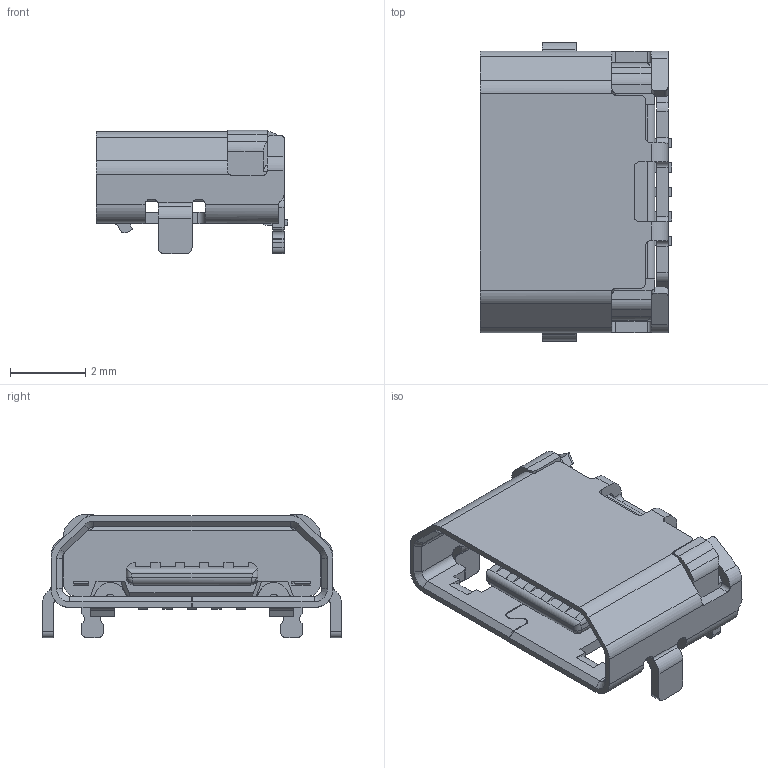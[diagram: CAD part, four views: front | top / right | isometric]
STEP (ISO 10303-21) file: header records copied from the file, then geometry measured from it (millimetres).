
FILE_DESCRIPTION(('CoCreate Modeling STEP Export'),'2;1');
FILE_NAME('010101010-274 反向全插无翻边带铁片（5.3）.pkg.stp','2016-02-19T11:06:00',(''),(''),'CoCreate Modeling STEP processor for AP214 (Solid Model)','CoCreate Modeling 16.00 13-May-2008 (C) Parametric Technology GmbH','');
FILE_SCHEMA(('AUTOMOTIVE_DESIGN { 1 0 10303 214 1 1 1 1 }'));
Length unit declared in the file: millimetre
Products named in the file (52): USB-1075-05S_STP; 2DIP2MST640_ASM; USB-1009-05S_STP; 010101010-03X__X2_524D63D2-1540; 000_STP; 1111_STP; A1; _X2_516863D25F0F5E2694C172-2900; 010101010-03X__X2_524D63D2-4060; 1111_STP_1_1; 010101010-03X__X2_524D63D2-6220; _X2_516863D25F0F5E2694C172-7580; 2DIP2MSTMOLDING; 010101010-03X__X2_524D63D-22890; 66_STP_1_1_1; 2DIP2SMTPITCH715CONTACT_2-73940; 010101010-03X__X2_524D63D-96010; _X2_516863D25F0F5E2694C17-97370; 010101010-03X__X2_524D63D-98530; 66_STP_1_1; 66_STP_1; TCL4DIPSHELL20120727_1_1_1; TCL4DIP20120727_ASM; AA0B010-026_STP; A1_1; 12_31_X2_53CD5411516863D25F0F_X; _5_3__ASM; 反向全插5.3带铁片_5_3__asm.stp
Assembly tree (51 placements, depth 13):
  反向全插5.3带铁片_5_3__asm.stp
    _5_3__ASM
      12_31_X2_53CD5411516863D25F0F_X
        A1_1
        AA0B010-026_STP
          TCL4DIP20120727_ASM
            TCL4DIPSHELL20120727_1_1_1
        66_STP_1
          66_STP_1_1
            1111_STP_1_1
              000_STP
                010101010-03X__X2_524D63D-98530
                  USB-1009-05S_STP
            _X2_516863D25F0F5E2694C17-97370
              A1
              1111_STP
                000_STP
                  010101010-03X__X2_524D63D-96010
              USB-1075-05S_STP
          66_STP_1_1_1
            1111_STP_1_1
              000_STP
                010101010-03X__X2_524D63D-22890
                  USB-1009-05S_STP
            _X2_516863D25F0F5E2694C172-7580
              A1
              1111_STP
                000_STP
                  010101010-03X__X2_524D63D2-6220
              USB-1075-05S_STP
          1111_STP_1_1
            000_STP
              010101010-03X__X2_524D63D2-4060
                USB-1009-05S_STP
                  2DIP2MST640_ASM
          _X2_516863D25F0F5E2694C172-2900
            A1
            1111_STP
              000_STP
                010101010-03X__X2_524D63D2-1540
                  USB-1009-05S_STP
            USB-1075-05S_STP
Bounding box: 5.1 x 7.95 x 3.28 mm (x, y, z)
Volume: 0.2 mm3; surface area: 259.9 mm2
Topology: 1 solids, 12 shells, 823 faces, 2330 edges, 1505 vertices
Faces by surface type: plane 581, cylinder 226, cone 10, bspline 6
Entity records: 28323 total; most frequent: CARTESIAN_POINT 5571, ORIENTED_EDGE 4664, DIRECTION 4323, EDGE_CURVE 2327, VECTOR 1725, LINE 1725, VERTEX_POINT 1504, AXIS2_PLACEMENT_3D 1299
